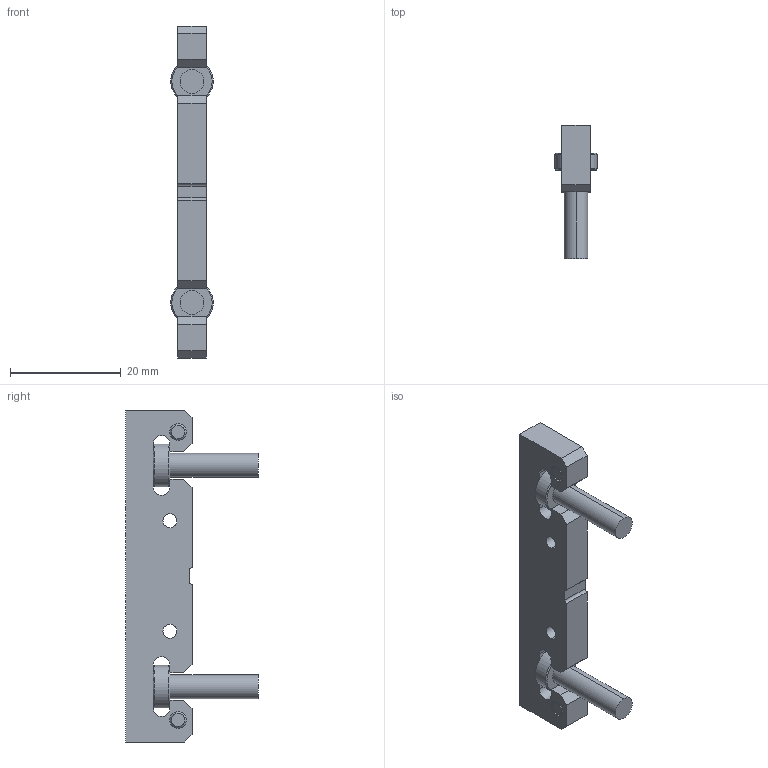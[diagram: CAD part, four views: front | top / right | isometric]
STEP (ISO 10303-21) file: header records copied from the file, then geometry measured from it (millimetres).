
FILE_DESCRIPTION (( 'STEP AP203' ), '1' );
FILE_NAME ('b145.STEP', '2023-01-11T08:41:43', ( '' ), ( '' ), 'SwSTEP 2.0', 'SolidWorks 2019', '' );
FILE_SCHEMA (( 'CONFIG_CONTROL_DESIGN' ));
Length unit declared in the file: millimetre
Products named in the file (4): Pin_60 bfb15db65e7ec9a2a1a860e633ec80ff; Lamellar_Gas_Vent_ISGL60 bfb15db65e7ec9a2a1a860e633ec80ff; Bolt_60 bfb15db65e7ec9a2a1a860e633ec80ff; b145
Assembly tree (5 placements, depth 2):
  b145
    Lamellar_Gas_Vent_ISGL60 bfb15db65e7ec9a2a1a860e633ec80ff
    Bolt_60 bfb15db65e7ec9a2a1a860e633ec80ff  x2
    Pin_60 bfb15db65e7ec9a2a1a860e633ec80ff  x2
Bounding box: 7.7 x 24 x 60 mm (x, y, z)
Volume: 3867.1 mm3; surface area: 3190.1 mm2
Topology: 5 solids, 5 shells, 80 faces, 188 edges, 120 vertices
Faces by surface type: plane 36, cylinder 28, cone 16
Entity records: 2330 total; most frequent: DIRECTION 344, CARTESIAN_POINT 323, ORIENTED_EDGE 308, EDGE_CURVE 154, AXIS2_PLACEMENT_3D 121, LINE 102, VECTOR 102, VERTEX_POINT 100
